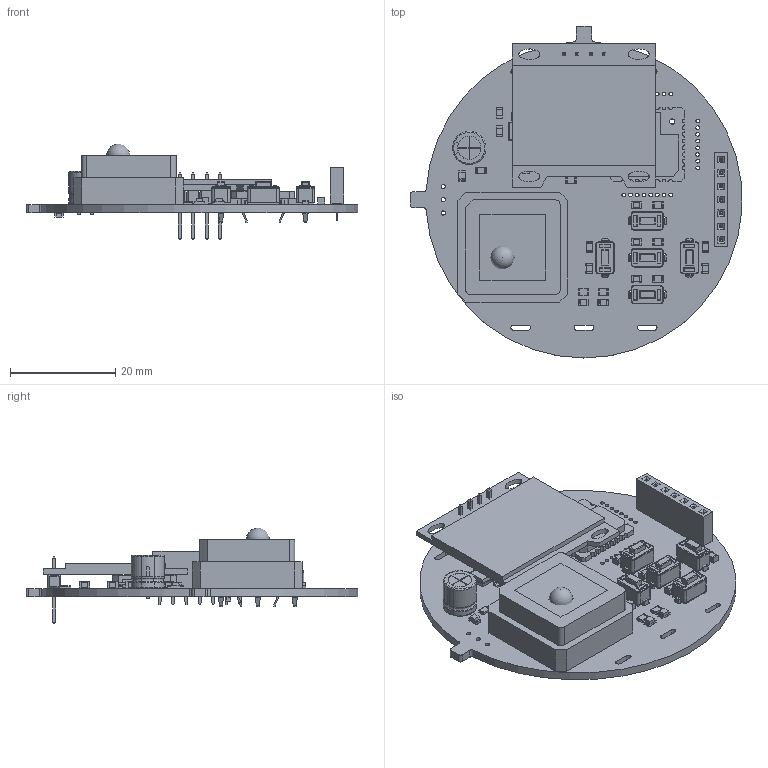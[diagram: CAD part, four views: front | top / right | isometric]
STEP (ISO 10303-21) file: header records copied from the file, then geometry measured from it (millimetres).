
FILE_DESCRIPTION(('KiCad electronic assembly'),'2;1');
FILE_NAME('main.step','2024-07-13T18:27:10',('Pcbnew'),('Kicad'), 'Open CASCADE STEP processor 7.8','KiCad to STEP converter','Unknown' );
FILE_SCHEMA(('AUTOMOTIVE_DESIGN { 1 0 10303 214 1 1 1 1 }'));
Length unit declared in the file: millimetre
Products named in the file (24): main 1; R_0805_2012Metric; SOT-223; SOT_223; C_0805_2012Metric; LED_0805_2012Metric; TVBP06-B043CW-B; TVBP06-B043CW-B v1; GPS; GPSモジュール v1; Display; Display v2; MonoWireless_TWE-L-WX; PinSocket_1x07_P2.54mm_Vertical; PinSocket_1x07_P254mm_Vertical; CP_Radial_D6.3mm_P2.50mm; CP_Radial_D63mm_P250mm; L_0603_1608Metric; main_PCB
Assembly tree (53 placements, depth 3):
  main 1
    R_0805_2012Metric  x17
      R_0805_2012Metric
    SOT-223
      SOT_223
    C_0805_2012Metric  x9
      C_0805_2012Metric
    LED_0805_2012Metric  x3
      LED_0805_2012Metric
    TVBP06-B043CW-B  x5
      TVBP06-B043CW-B v1
    GPS
      GPSモジュール v1
    Display
      Display v2
    MonoWireless_TWE-L-WX
      MonoWireless_TWE-L-WX
    PinSocket_1x07_P2.54mm_Vertical
      PinSocket_1x07_P254mm_Vertical
    CP_Radial_D6.3mm_P2.50mm
      CP_Radial_D63mm_P250mm
    L_0603_1608Metric
      L_0603_1608Metric
    main_PCB
Bounding box: 62.9 x 62.96 x 18.16 mm (x, y, z)
Volume: 10573.2 mm3; surface area: 12341.8 mm2
Topology: 80 solids, 81 shells, 2474 faces, 6237 edges, 3980 vertices
Faces by surface type: plane 1644, cylinder 719, sphere 61, bspline 24, torus 22, revolution 4
Full cylindrical faces by diameter (mm): 0.5 x2, 0.7 x32, 0.8 x13, 0.98 x1, 1 x11, 4.4 x1, 4.6 x1
Entity records: 41679 total; most frequent: CARTESIAN_POINT 6816, DIRECTION 6063, ORIENTED_EDGE 5988, EDGE_CURVE 2994, LINE 2289, VECTOR 2289, VERTEX_POINT 1904, AXIS2_PLACEMENT_3D 1885
